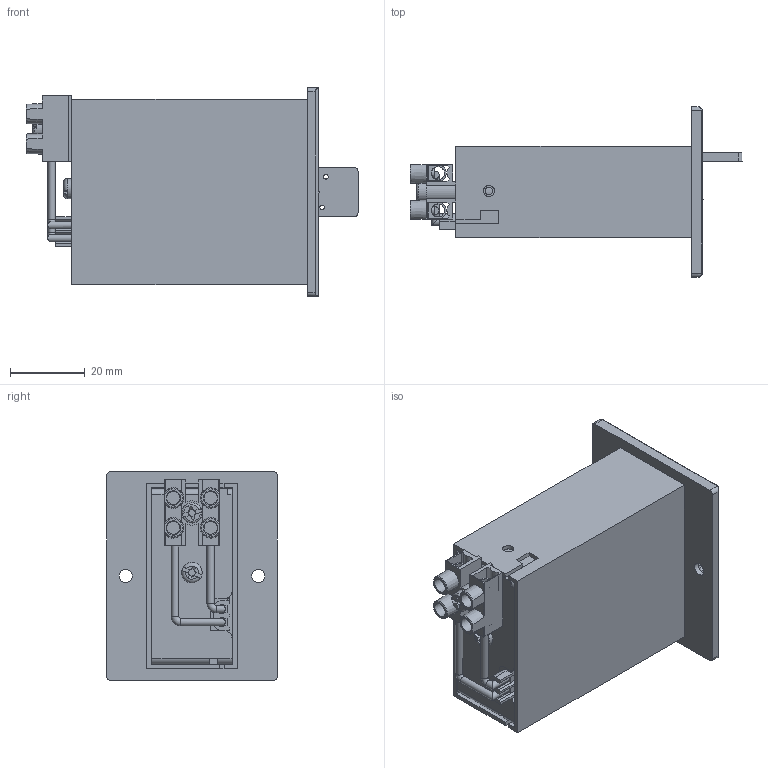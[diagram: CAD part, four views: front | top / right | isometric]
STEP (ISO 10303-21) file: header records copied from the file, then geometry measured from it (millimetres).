
FILE_DESCRIPTION( ( 'Unknown' ), '1' );
FILE_NAME( 'CR 26 -6 DIGIT RESETTABLE 356 (PANEL MOUNT) _23.08.23.stp', 'Unknown', ( 'Unknown' ), ( 'Unknown' ), 'PSStep 17.0.49', 'Unknown', ' ' );
FILE_SCHEMA( ( 'AUTOMOTIVE_DESIGN { 1 0 10303 214 1 1 1 1 }' ) );
Length unit declared in the file: millimetre
Products named in the file (18): Assem1; SE1801 REV 03 BOBBIN-COIL(70800-005-D); EARTHING CONNECTOR; SF1002_REV_05_COVER_2_HOLE_1846-014-D_CR26; AA6239_REV_03; AA6231_REV_04_ M3 SCREW; SF2001 REV 01 WINDOW With Digit; WIRE FOR TERMINAL STRIP big; WIRE FOR TERMINAL STRIP Small; FRAME SOLID PAR; SE1101 REV 00 RESET ARM(1863-003-D)_SOLID
Assembly tree (17 placements, depth 2):
  Assem1
    SE1801 REV 03 BOBBIN-COIL(70800-005-D)
    EARTHING CONNECTOR
    EARTHING CONNECTOR
    EARTHING CONNECTOR
    EARTHING CONNECTOR
    EARTHING CONNECTOR
    SF1002_REV_05_COVER_2_HOLE_1846-014-D_CR26
    SF1002_REV_05_COVER_2_HOLE_1846-014-D_CR26
    SF1002_REV_05_COVER_2_HOLE_1846-014-D_CR26
    SF1002_REV_05_COVER_2_HOLE_1846-014-D_CR26
    AA6239_REV_03
    AA6231_REV_04_ M3 SCREW
    SF2001 REV 01 WINDOW With Digit
    WIRE FOR TERMINAL STRIP big
    WIRE FOR TERMINAL STRIP Small
    FRAME SOLID PAR
    SE1101 REV 00 RESET ARM(1863-003-D)_SOLID
Bounding box: 88.98 x 45.72 x 55.88 mm (x, y, z)
Volume: 83691.5 mm3; surface area: 43632.8 mm2
Topology: 17 solids, 17 shells, 477 faces, 1226 edges, 809 vertices
Faces by surface type: plane 309, cylinder 113, torus 15, cone 15, extrusion 13, bspline 12
Full cylindrical faces by diameter (mm): 0.02 x3, 0.991 x1, 1.2 x2, 1.981 x1, 2 x6, 2.02 x1, 2.032 x1, 2.15 x1, 2.372 x4, 2.4 x2, 2.9 x4, 3 x1, 3.5 x9, 3.9 x4, 4 x1, 5.4 x1, 5.5 x1, 6 x2, 6.121 x1, 8.28 x1, 20.003 x1
Entity records: 26223 total; most frequent: CARTESIAN_POINT 10822, ORIENTED_EDGE 2284, DIRECTION 2252, EDGE_CURVE 1142, VERTEX_POINT 785, VECTOR 764, LINE 751, AXIS2_PLACEMENT_3D 744
